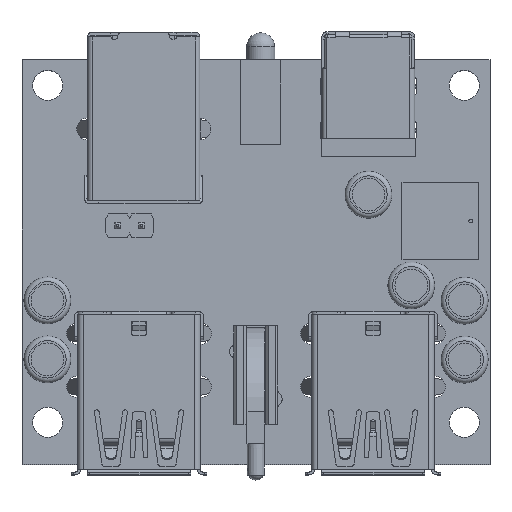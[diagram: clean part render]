
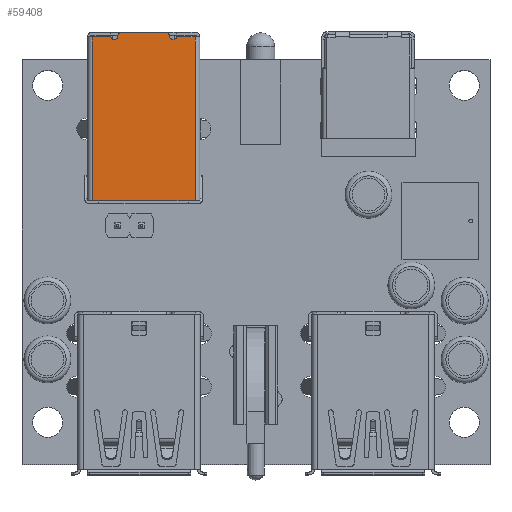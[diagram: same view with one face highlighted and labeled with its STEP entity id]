
A CAD part, top view. The second image highlights one B-rep face of the part: STEP entity #59408.
In plain terms, the highlighted face is planar.
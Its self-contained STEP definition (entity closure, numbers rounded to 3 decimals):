
#3117=CIRCLE('',#63605,0.373);
#3118=CIRCLE('',#63606,0.373);
#3119=CIRCLE('',#63607,0.245);
#3120=CIRCLE('',#63608,0.245);
#3121=CIRCLE('',#63609,0.373);
#3122=CIRCLE('',#63610,0.373);
#6159=FACE_OUTER_BOUND('',#9511,.T.);
#9511=EDGE_LOOP('',(#47716,#47717,#47718,#47719,#47720,#47721,#47722,#47723,
#47724,#47725,#47726,#47727,#47728,#47729));
#14324=LINE('',#91462,#21079);
#14326=LINE('',#91467,#21081);
#14332=LINE('',#91480,#21087);
#14730=LINE('',#92660,#21485);
#14731=LINE('',#92666,#21486);
#14755=LINE('',#92724,#21510);
#14791=LINE('',#92843,#21546);
#14794=LINE('',#92862,#21549);
#21079=VECTOR('',#73347,1.);
#21081=VECTOR('',#73351,1.);
#21087=VECTOR('',#73359,1.);
#21485=VECTOR('',#74255,1.);
#21486=VECTOR('',#74260,1.);
#21510=VECTOR('',#74326,1.);
#21546=VECTOR('',#74468,1.);
#21549=VECTOR('',#74493,1.);
#27120=VERTEX_POINT('',#91459);
#27121=VERTEX_POINT('',#91461);
#27122=VERTEX_POINT('',#91465);
#27123=VERTEX_POINT('',#91466);
#27128=VERTEX_POINT('',#91477);
#27129=VERTEX_POINT('',#91479);
#27450=VERTEX_POINT('',#92655);
#27451=VERTEX_POINT('',#92658);
#27452=VERTEX_POINT('',#92662);
#27454=VERTEX_POINT('',#92665);
#27497=VERTEX_POINT('',#92841);
#27501=VERTEX_POINT('',#92857);
#27502=VERTEX_POINT('',#92860);
#27503=VERTEX_POINT('',#92864);
#34054=EDGE_CURVE('',#27120,#27121,#14324,.T.);
#34056=EDGE_CURVE('',#27122,#27123,#14326,.T.);
#34062=EDGE_CURVE('',#27129,#27128,#14332,.T.);
#34559=EDGE_CURVE('',#27451,#27450,#14730,.T.);
#34561=EDGE_CURVE('',#27454,#27452,#14731,.T.);
#34599=EDGE_CURVE('',#27452,#27450,#14755,.T.);
#34663=EDGE_CURVE('',#27497,#27451,#14791,.T.);
#34672=EDGE_CURVE('',#27501,#27128,#3117,.T.);
#34673=EDGE_CURVE('',#27501,#27122,#3118,.T.);
#34674=EDGE_CURVE('',#27123,#27502,#3119,.T.);
#34675=EDGE_CURVE('',#27454,#27502,#14794,.T.);
#34676=EDGE_CURVE('',#27497,#27121,#3120,.T.);
#34677=EDGE_CURVE('',#27120,#27503,#3121,.T.);
#34678=EDGE_CURVE('',#27129,#27503,#3122,.T.);
#47716=ORIENTED_EDGE('',*,*,#34062,.T.);
#47717=ORIENTED_EDGE('',*,*,#34672,.F.);
#47718=ORIENTED_EDGE('',*,*,#34673,.T.);
#47719=ORIENTED_EDGE('',*,*,#34056,.T.);
#47720=ORIENTED_EDGE('',*,*,#34674,.T.);
#47721=ORIENTED_EDGE('',*,*,#34675,.F.);
#47722=ORIENTED_EDGE('',*,*,#34561,.T.);
#47723=ORIENTED_EDGE('',*,*,#34599,.T.);
#47724=ORIENTED_EDGE('',*,*,#34559,.F.);
#47725=ORIENTED_EDGE('',*,*,#34663,.F.);
#47726=ORIENTED_EDGE('',*,*,#34676,.T.);
#47727=ORIENTED_EDGE('',*,*,#34054,.F.);
#47728=ORIENTED_EDGE('',*,*,#34677,.T.);
#47729=ORIENTED_EDGE('',*,*,#34678,.F.);
#56736=PLANE('',#63604);
#59408=ADVANCED_FACE('',(#6159),#56736,.F.);
#63604=AXIS2_PLACEMENT_3D('',#92856,#74485,#74486);
#63605=AXIS2_PLACEMENT_3D('',#92858,#74487,#74488);
#63606=AXIS2_PLACEMENT_3D('',#92859,#74489,#74490);
#63607=AXIS2_PLACEMENT_3D('',#92861,#74491,#74492);
#63608=AXIS2_PLACEMENT_3D('',#92863,#74494,#74495);
#63609=AXIS2_PLACEMENT_3D('',#92865,#74496,#74497);
#63610=AXIS2_PLACEMENT_3D('',#92866,#74498,#74499);
#73347=DIRECTION('',(1.,0.,0.));
#73351=DIRECTION('',(-1.,0.,0.));
#73359=DIRECTION('',(-1.,0.,0.));
#74255=DIRECTION('',(0.,1.,0.));
#74260=DIRECTION('',(0.,1.,0.));
#74326=DIRECTION('',(1.,0.,0.));
#74468=DIRECTION('',(1.,0.,0.));
#74485=DIRECTION('center_axis',(0.,0.,1.));
#74486=DIRECTION('ref_axis',(1.,0.,0.));
#74487=DIRECTION('center_axis',(0.,0.,1.));
#74488=DIRECTION('ref_axis',(1.,0.,0.));
#74489=DIRECTION('center_axis',(0.,0.,1.));
#74490=DIRECTION('ref_axis',(1.,0.,0.));
#74491=DIRECTION('center_axis',(0.,0.,1.));
#74492=DIRECTION('ref_axis',(1.,0.,0.));
#74493=DIRECTION('',(1.,0.,0.));
#74494=DIRECTION('center_axis',(0.,0.,1.));
#74495=DIRECTION('ref_axis',(1.,0.,0.));
#74496=DIRECTION('center_axis',(0.,0.,1.));
#74497=DIRECTION('ref_axis',(1.,0.,0.));
#74498=DIRECTION('center_axis',(0.,0.,1.));
#74499=DIRECTION('ref_axis',(1.,0.,0.));
#91459=CARTESIAN_POINT('',(3.123,-9.555,-6.105));
#91461=CARTESIAN_POINT('',(3.25,-9.555,-6.105));
#91462=CARTESIAN_POINT('',(2.75,-9.555,-6.105));
#91465=CARTESIAN_POINT('',(-3.123,-9.555,-6.105));
#91466=CARTESIAN_POINT('',(-3.25,-9.555,-6.105));
#91467=CARTESIAN_POINT('',(-2.75,-9.555,-6.105));
#91477=CARTESIAN_POINT('',(-2.378,-10.3,-6.105));
#91479=CARTESIAN_POINT('',(2.378,-10.3,-6.105));
#91480=CARTESIAN_POINT('',(2.75,-10.3,-6.105));
#92655=CARTESIAN_POINT('',(5.5,7.7,-6.105));
#92658=CARTESIAN_POINT('',(5.5,-9.8,-6.105));
#92660=CARTESIAN_POINT('',(5.5,-9.8,-6.105));
#92662=CARTESIAN_POINT('',(-5.5,7.7,-6.105));
#92665=CARTESIAN_POINT('',(-5.5,-9.8,-6.105));
#92666=CARTESIAN_POINT('',(-5.5,-9.8,-6.105));
#92724=CARTESIAN_POINT('',(-6.,7.7,-6.105));
#92841=CARTESIAN_POINT('',(3.495,-9.8,-6.105));
#92843=CARTESIAN_POINT('',(-6.,-9.8,-6.105));
#92856=CARTESIAN_POINT('Origin',(-6.,-9.8,-6.105));
#92857=CARTESIAN_POINT('',(-2.75,-9.928,-6.105));
#92858=CARTESIAN_POINT('Origin',(-2.378,-9.928,-6.105));
#92859=CARTESIAN_POINT('Origin',(-3.123,-9.928,-6.105));
#92860=CARTESIAN_POINT('',(-3.495,-9.8,-6.105));
#92861=CARTESIAN_POINT('Origin',(-3.25,-9.8,-6.105));
#92862=CARTESIAN_POINT('',(-6.,-9.8,-6.105));
#92863=CARTESIAN_POINT('Origin',(3.25,-9.8,-6.105));
#92864=CARTESIAN_POINT('',(2.75,-9.928,-6.105));
#92865=CARTESIAN_POINT('Origin',(3.123,-9.928,-6.105));
#92866=CARTESIAN_POINT('Origin',(2.378,-9.928,-6.105));
